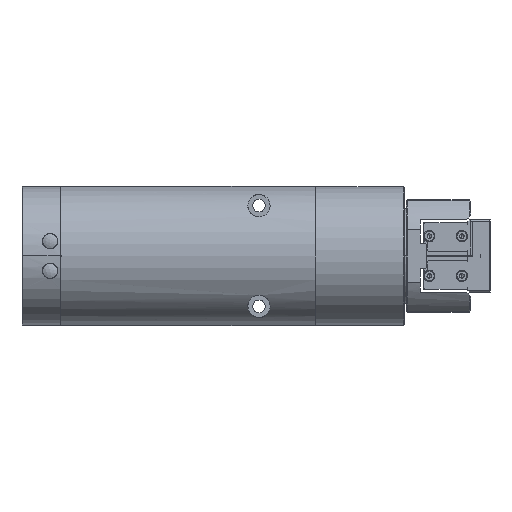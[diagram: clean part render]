
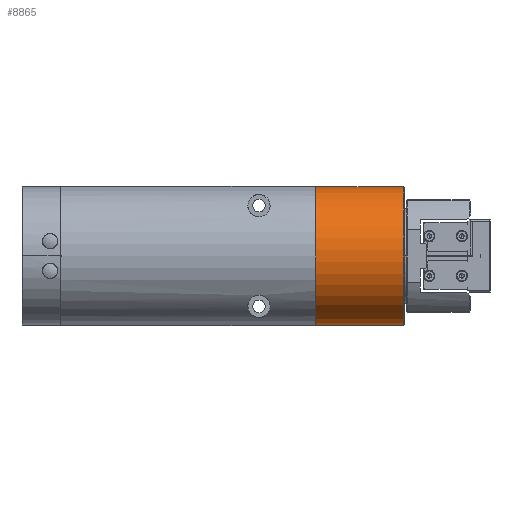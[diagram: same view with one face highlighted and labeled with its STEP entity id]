
A CAD part, left-side view. The second image highlights one B-rep face of the part: STEP entity #8865.
In plain terms, the highlighted cylindrical face has radius 23.5 mm (diameter 47 mm), a partial arc.
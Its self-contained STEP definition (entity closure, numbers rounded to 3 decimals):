
#74 = CARTESIAN_POINT ( 'NONE',  ( -23.408, 17.569, 75.4 ) ) ;
#1206 = AXIS2_PLACEMENT_3D ( 'NONE', #12946, #50452, #56058 ) ;
#1676 = DIRECTION ( 'NONE',  ( 0., 1., 0. ) ) ;
#4085 = DIRECTION ( 'NONE',  ( 0., 1., 0. ) ) ;
#6982 = EDGE_CURVE ( 'NONE', #32671, #42330, #25345, .T. ) ;
#7670 = CARTESIAN_POINT ( 'NONE',  ( -25.573, 17.669, 52. ) ) ;
#8612 = EDGE_CURVE ( 'NONE', #60318, #32671, #51443, .T. ) ;
#8770 = CARTESIAN_POINT ( 'NONE',  ( -25.573, 17.669, 98.8 ) ) ;
#8865 = ADVANCED_FACE ( 'NONE', ( #20624 ), #51052, .T. ) ;
#9392 = CARTESIAN_POINT ( 'NONE',  ( -25.573, -12.131, 52. ) ) ;
#12098 = DIRECTION ( 'NONE',  ( 0., -1., 0. ) ) ;
#12108 = ORIENTED_EDGE ( 'NONE', *, *, #50928, .F. ) ;
#12529 = ORIENTED_EDGE ( 'NONE', *, *, #8612, .T. ) ;
#12946 = CARTESIAN_POINT ( 'NONE',  ( -23.408, 17.669, 75.4 ) ) ;
#13688 = CARTESIAN_POINT ( 'NONE',  ( -25.573, 17.569, 98.8 ) ) ;
#14191 = AXIS2_PLACEMENT_3D ( 'NONE', #44477, #1676, #16162 ) ;
#16162 = DIRECTION ( 'NONE',  ( 0., 0., -1. ) ) ;
#18924 = LINE ( 'NONE', #8770, #29121 ) ;
#20624 = FACE_OUTER_BOUND ( 'NONE', #54996, .T. ) ;
#21978 = VERTEX_POINT ( 'NONE', #13688 ) ;
#25345 = CIRCLE ( 'NONE', #14191, 23.5 ) ;
#25512 = CARTESIAN_POINT ( 'NONE',  ( -25.573, -12.131, 98.8 ) ) ;
#28715 = VECTOR ( 'NONE', #12098, 1000. ) ;
#29121 = VECTOR ( 'NONE', #4085, 1000. ) ;
#32524 = ORIENTED_EDGE ( 'NONE', *, *, #6982, .T. ) ;
#32671 = VERTEX_POINT ( 'NONE', #9392 ) ;
#42330 = VERTEX_POINT ( 'NONE', #25512 ) ;
#43781 = DIRECTION ( 'NONE',  ( 0., 1., 0. ) ) ;
#44477 = CARTESIAN_POINT ( 'NONE',  ( -23.408, -12.131, 75.4 ) ) ;
#45696 = EDGE_CURVE ( 'NONE', #42330, #21978, #18924, .T. ) ;
#46592 = AXIS2_PLACEMENT_3D ( 'NONE', #74, #43781, #48207 ) ;
#48207 = DIRECTION ( 'NONE',  ( 0., 0., -1. ) ) ;
#50452 = DIRECTION ( 'NONE',  ( 0., -1., 0. ) ) ;
#50928 = EDGE_CURVE ( 'NONE', #60318, #21978, #54606, .T. ) ;
#51052 = CYLINDRICAL_SURFACE ( 'NONE', #1206, 23.5 ) ;
#51443 = LINE ( 'NONE', #7670, #28715 ) ;
#54606 = CIRCLE ( 'NONE', #46592, 23.5 ) ;
#54996 = EDGE_LOOP ( 'NONE', ( #55650, #12108, #12529, #32524 ) ) ;
#55650 = ORIENTED_EDGE ( 'NONE', *, *, #45696, .T. ) ;
#56058 = DIRECTION ( 'NONE',  ( 0., 0., -1. ) ) ;
#60318 = VERTEX_POINT ( 'NONE', #60778 ) ;
#60778 = CARTESIAN_POINT ( 'NONE',  ( -25.573, 17.569, 52. ) ) ;
